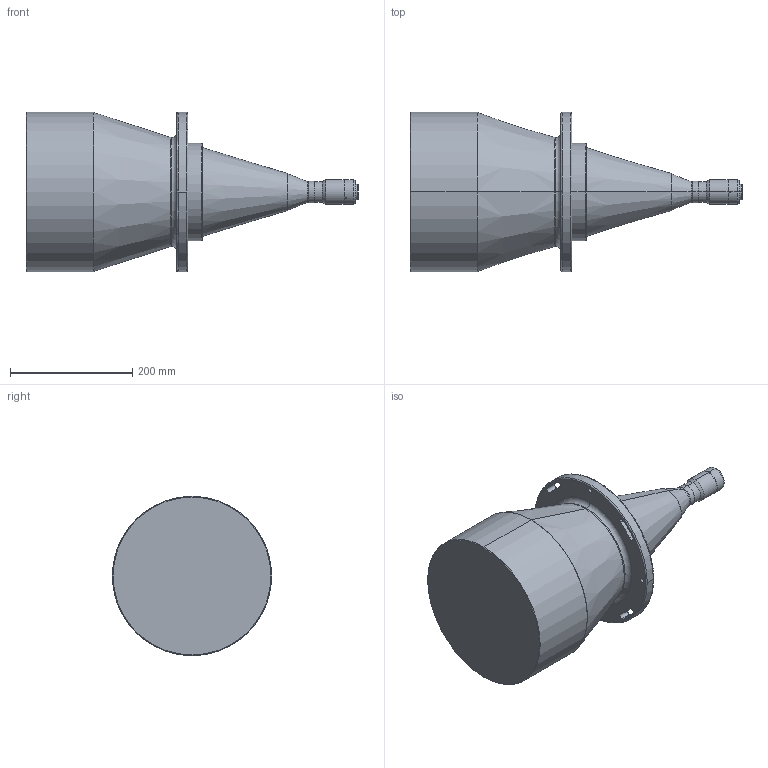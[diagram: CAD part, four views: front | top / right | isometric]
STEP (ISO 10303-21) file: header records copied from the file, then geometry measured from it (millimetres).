
FILE_DESCRIPTION (( 'STEP AP203' ), '1' );
FILE_NAME ('DTCM111-216-AL.STEP', '2019-11-14T07:19:38', ( 'Windows 蚚誧' ), ( '' ), 'SwSTEP 2.0', 'SolidWorks 2017', '' );
FILE_SCHEMA (( 'CONFIG_CONTROL_DESIGN' ));
Length unit declared in the file: millimetre
Products named in the file (1): DTCM111-216-AL
Bounding box: 542.3 x 260 x 260 mm (x, y, z)
Volume: 13674994.4 mm3; surface area: 396593 mm2
Topology: 1 solids, 1 shells, 100 faces, 247 edges, 151 vertices
Faces by surface type: cylinder 54, cone 24, bspline 12, plane 8, torus 2
Entity records: 3282 total; most frequent: CARTESIAN_POINT 835, DIRECTION 529, ORIENTED_EDGE 482, EDGE_CURVE 241, AXIS2_PLACEMENT_3D 225, VERTEX_POINT 151, CIRCLE 136, EDGE_LOOP 124
